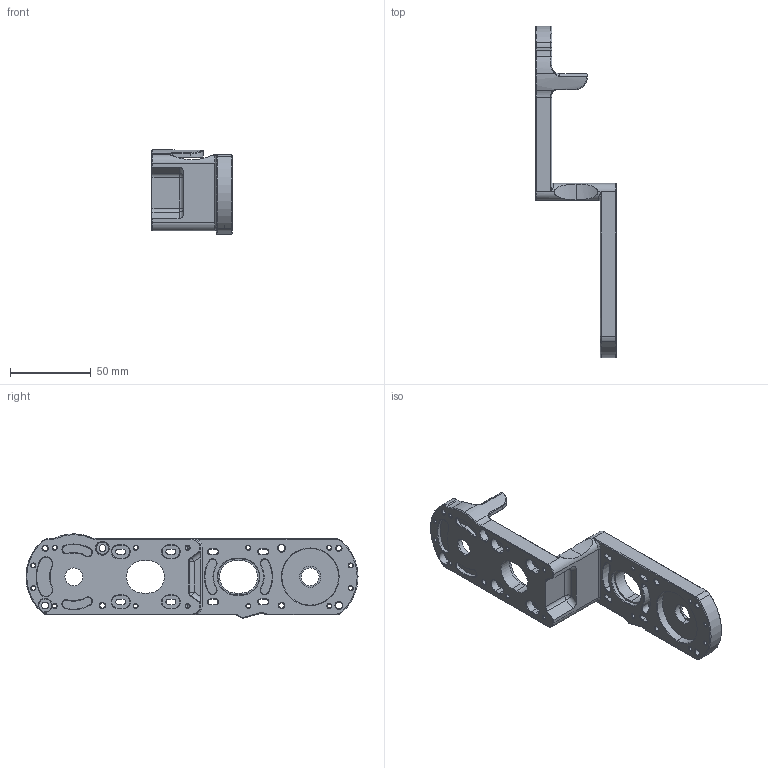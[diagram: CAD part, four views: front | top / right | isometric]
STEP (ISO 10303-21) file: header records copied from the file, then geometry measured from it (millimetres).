
FILE_DESCRIPTION (( 'STEP AP203' ), '1' );
FILE_NAME ('Dummy-0009.STEP_默认_sldprt.STEP', '2025-11-13T14:25:43', ( '' ), ( '' ), 'SwSTEP 2.0', 'SolidWorks 2020', '' );
FILE_SCHEMA (( 'CONFIG_CONTROL_DESIGN' ));
Length unit declared in the file: millimetre
Products named in the file (1): Dummy-0009.STEP_默认_sldprt
Bounding box: 50 x 205 x 51.99 mm (x, y, z)
Volume: 76025.7 mm3; surface area: 34579.7 mm2
Topology: 1 solids, 1 shells, 613 faces, 1440 edges, 843 vertices
Faces by surface type: cone 223, cylinder 208, plane 154, torus 16, bspline 8, sphere 4
Entity records: 18657 total; most frequent: CARTESIAN_POINT 4169, DIRECTION 3245, ORIENTED_EDGE 2848, EDGE_CURVE 1424, AXIS2_PLACEMENT_3D 1254, VERTEX_POINT 843, VECTOR 737, LINE 737
